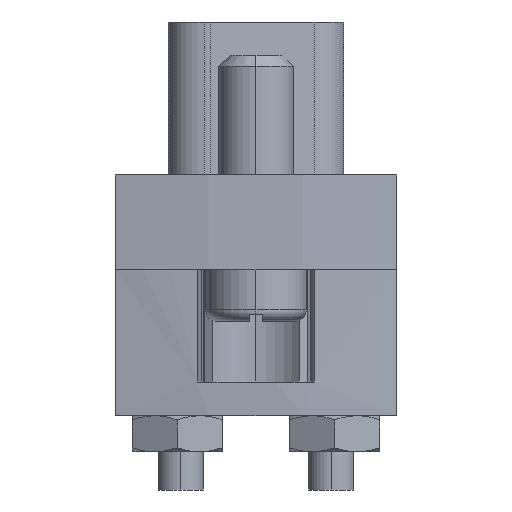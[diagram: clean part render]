
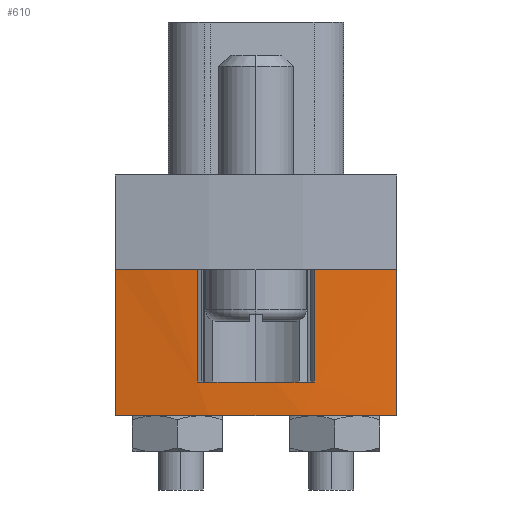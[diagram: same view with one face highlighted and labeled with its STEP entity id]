
A CAD part, left-side view. The second image highlights one B-rep face of the part: STEP entity #610.
In plain terms, the highlighted cylindrical face has radius 35 mm (diameter 70 mm), a partial arc.
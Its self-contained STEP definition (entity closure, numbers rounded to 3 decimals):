
#275 = CARTESIAN_POINT ( 'NONE',  ( -34.903, -2.6, 0. ) ) ;
#481 = CARTESIAN_POINT ( 'NONE',  ( -34.437, -6.25, -6.5 ) ) ;
#559 = EDGE_CURVE ( 'NONE', #3282, #2339, #3204, .T. ) ;
#610 = ADVANCED_FACE ( 'NONE', ( #9509 ), #16704, .T. ) ;
#876 = EDGE_LOOP ( 'NONE', ( #3602, #7429, #11697, #8322, #16422, #2042, #5874, #10146 ) ) ;
#1810 = DIRECTION ( 'NONE',  ( 1., 0., 0. ) ) ;
#1921 = CARTESIAN_POINT ( 'NONE',  ( 0., 0., 0. ) ) ;
#2029 = CARTESIAN_POINT ( 'NONE',  ( -34.903, -2.6, -5. ) ) ;
#2042 = ORIENTED_EDGE ( 'NONE', *, *, #5002, .T. ) ;
#2339 = VERTEX_POINT ( 'NONE', #16512 ) ;
#2545 = CIRCLE ( 'NONE', #15874, 35. ) ;
#2785 = CARTESIAN_POINT ( 'NONE',  ( 0., 0., -5. ) ) ;
#2953 = LINE ( 'NONE', #8345, #13979 ) ;
#3087 = VECTOR ( 'NONE', #14244, 1000. ) ;
#3204 = CIRCLE ( 'NONE', #9229, 35. ) ;
#3282 = VERTEX_POINT ( 'NONE', #275 ) ;
#3358 = DIRECTION ( 'NONE',  ( 1., 0., 0. ) ) ;
#3602 = ORIENTED_EDGE ( 'NONE', *, *, #11636, .F. ) ;
#3773 = CARTESIAN_POINT ( 'NONE',  ( -34.437, 6.25, -6.5 ) ) ;
#3881 = AXIS2_PLACEMENT_3D ( 'NONE', #1921, #11966, #3358 ) ;
#4238 = DIRECTION ( 'NONE',  ( 1., 0., 0. ) ) ;
#4633 = DIRECTION ( 'NONE',  ( 0., 0., 1. ) ) ;
#4854 = VECTOR ( 'NONE', #16216, 1000. ) ;
#5002 = EDGE_CURVE ( 'NONE', #14373, #11855, #13811, .T. ) ;
#5225 = CARTESIAN_POINT ( 'NONE',  ( -34.903, 2.6, -5. ) ) ;
#5874 = ORIENTED_EDGE ( 'NONE', *, *, #6326, .T. ) ;
#6254 = DIRECTION ( 'NONE',  ( 0., 0., 1. ) ) ;
#6326 = EDGE_CURVE ( 'NONE', #11855, #2339, #15563, .T. ) ;
#7057 = DIRECTION ( 'NONE',  ( 0., 0., 1. ) ) ;
#7188 = EDGE_CURVE ( 'NONE', #8630, #15447, #2953, .T. ) ;
#7429 = ORIENTED_EDGE ( 'NONE', *, *, #13931, .T. ) ;
#8322 = ORIENTED_EDGE ( 'NONE', *, *, #10425, .F. ) ;
#8345 = CARTESIAN_POINT ( 'NONE',  ( -34.903, 2.6, -6.5 ) ) ;
#8630 = VERTEX_POINT ( 'NONE', #15182 ) ;
#8965 = AXIS2_PLACEMENT_3D ( 'NONE', #15674, #7057, #17114 ) ;
#9055 = CARTESIAN_POINT ( 'NONE',  ( -34.437, 6.25, 0. ) ) ;
#9099 = CARTESIAN_POINT ( 'NONE',  ( -34.903, -2.6, -6.5 ) ) ;
#9229 = AXIS2_PLACEMENT_3D ( 'NONE', #13230, #4633, #14701 ) ;
#9509 = FACE_OUTER_BOUND ( 'NONE', #876, .T. ) ;
#9662 = CARTESIAN_POINT ( 'NONE',  ( -34.437, -6.25, -6.5 ) ) ;
#9800 = DIRECTION ( 'NONE',  ( 0., 0., -1. ) ) ;
#10146 = ORIENTED_EDGE ( 'NONE', *, *, #559, .F. ) ;
#10425 = EDGE_CURVE ( 'NONE', #10983, #8630, #12325, .T. ) ;
#10775 = EDGE_CURVE ( 'NONE', #14373, #10983, #14111, .T. ) ;
#10983 = VERTEX_POINT ( 'NONE', #9055 ) ;
#11052 = VERTEX_POINT ( 'NONE', #2029 ) ;
#11636 = EDGE_CURVE ( 'NONE', #11052, #3282, #15885, .T. ) ;
#11697 = ORIENTED_EDGE ( 'NONE', *, *, #7188, .F. ) ;
#11723 = VECTOR ( 'NONE', #6254, 1000. ) ;
#11855 = VERTEX_POINT ( 'NONE', #9662 ) ;
#11966 = DIRECTION ( 'NONE',  ( 0., 0., 1. ) ) ;
#12325 = CIRCLE ( 'NONE', #3881, 35. ) ;
#12842 = DIRECTION ( 'NONE',  ( 0., 0., -1. ) ) ;
#13230 = CARTESIAN_POINT ( 'NONE',  ( 0., 0., 0. ) ) ;
#13287 = CARTESIAN_POINT ( 'NONE',  ( 0., 0., -6.5 ) ) ;
#13811 = CIRCLE ( 'NONE', #8965, 35. ) ;
#13931 = EDGE_CURVE ( 'NONE', #11052, #15447, #2545, .T. ) ;
#13979 = VECTOR ( 'NONE', #9800, 1000. ) ;
#14111 = LINE ( 'NONE', #17125, #3087 ) ;
#14244 = DIRECTION ( 'NONE',  ( 0., 0., 1. ) ) ;
#14373 = VERTEX_POINT ( 'NONE', #3773 ) ;
#14701 = DIRECTION ( 'NONE',  ( 1., 0., 0. ) ) ;
#14768 = DIRECTION ( 'NONE',  ( 0., 0., 1. ) ) ;
#15182 = CARTESIAN_POINT ( 'NONE',  ( -34.903, 2.6, 0. ) ) ;
#15447 = VERTEX_POINT ( 'NONE', #5225 ) ;
#15563 = LINE ( 'NONE', #481, #11723 ) ;
#15674 = CARTESIAN_POINT ( 'NONE',  ( 0., 0., -6.5 ) ) ;
#15874 = AXIS2_PLACEMENT_3D ( 'NONE', #2785, #12842, #4238 ) ;
#15885 = LINE ( 'NONE', #9099, #4854 ) ;
#15999 = AXIS2_PLACEMENT_3D ( 'NONE', #13287, #14768, #1810 ) ;
#16216 = DIRECTION ( 'NONE',  ( 0., 0., 1. ) ) ;
#16422 = ORIENTED_EDGE ( 'NONE', *, *, #10775, .F. ) ;
#16512 = CARTESIAN_POINT ( 'NONE',  ( -34.437, -6.25, 0. ) ) ;
#16704 = CYLINDRICAL_SURFACE ( 'NONE', #15999, 35. ) ;
#17114 = DIRECTION ( 'NONE',  ( 1., 0., 0. ) ) ;
#17125 = CARTESIAN_POINT ( 'NONE',  ( -34.437, 6.25, -6.5 ) ) ;
